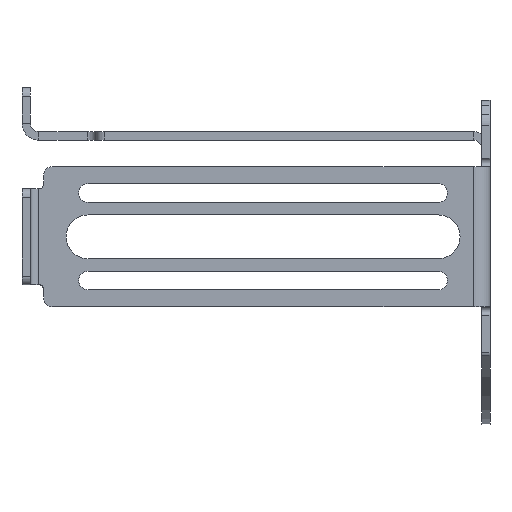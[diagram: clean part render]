
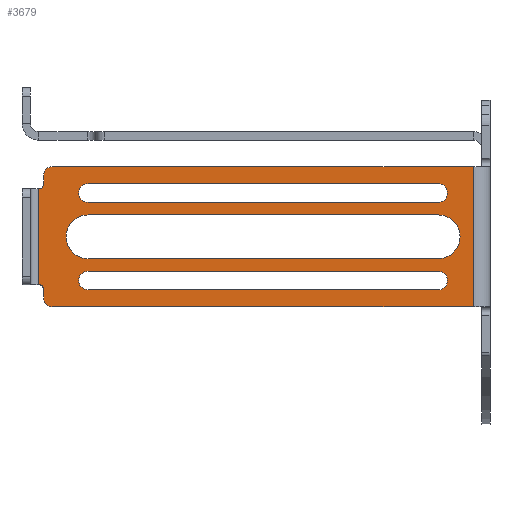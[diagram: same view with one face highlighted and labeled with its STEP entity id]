
A CAD part, left-side view. The second image highlights one B-rep face of the part: STEP entity #3679.
In plain terms, the highlighted planar face has unit normal (-1, 0, 0).
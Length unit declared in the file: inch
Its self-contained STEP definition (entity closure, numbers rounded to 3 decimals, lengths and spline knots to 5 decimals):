
#138=FACE_BOUND('',#622,.T.);
#139=FACE_BOUND('',#623,.T.);
#140=FACE_BOUND('',#624,.T.);
#216=PLANE('',#4085);
#393=FACE_OUTER_BOUND('',#621,.T.);
#621=EDGE_LOOP('',(#3294,#3295,#3296,#3297,#3298,#3299,#3300,#3301,#3302,
#3303,#3304,#3305));
#622=EDGE_LOOP('',(#3306,#3307,#3308,#3309));
#623=EDGE_LOOP('',(#3310,#3311,#3312,#3313));
#624=EDGE_LOOP('',(#3314,#3315,#3316,#3317));
#748=LINE('',#5660,#1060);
#755=LINE('',#5678,#1067);
#767=LINE('',#5901,#1079);
#817=LINE('',#6019,#1129);
#821=LINE('',#6032,#1133);
#833=LINE('',#6067,#1145);
#837=LINE('',#6080,#1149);
#849=LINE('',#6115,#1161);
#853=LINE('',#6128,#1165);
#892=LINE('',#6213,#1204);
#900=LINE('',#6231,#1212);
#949=LINE('',#6369,#1261);
#950=LINE('',#6372,#1262);
#951=LINE('',#6376,#1263);
#1060=VECTOR('',#4485,0.3937);
#1067=VECTOR('',#4500,0.3937);
#1079=VECTOR('',#4596,0.3937);
#1129=VECTOR('',#4724,0.3937);
#1133=VECTOR('',#4742,0.3937);
#1145=VECTOR('',#4772,0.3937);
#1149=VECTOR('',#4790,0.3937);
#1161=VECTOR('',#4820,0.3937);
#1165=VECTOR('',#4838,0.3937);
#1204=VECTOR('',#4949,0.3937);
#1212=VECTOR('',#4967,0.3937);
#1261=VECTOR('',#5132,0.3937);
#1262=VECTOR('',#5135,0.3937);
#1263=VECTOR('',#5142,0.1728);
#1383=CIRCLE('',#3851,0.06);
#1386=CIRCLE('',#3856,0.06);
#1424=CIRCLE('',#3935,0.133);
#1428=CIRCLE('',#3944,0.133);
#1432=CIRCLE('',#3951,0.133);
#1436=CIRCLE('',#3960,0.133);
#1440=CIRCLE('',#3967,0.3125);
#1444=CIRCLE('',#3976,0.3125);
#1449=CIRCLE('',#4011,0.125);
#1452=CIRCLE('',#4017,0.125);
#1678=VERTEX_POINT('',#5650);
#1679=VERTEX_POINT('',#5651);
#1682=VERTEX_POINT('',#5659);
#1686=VERTEX_POINT('',#5668);
#1687=VERTEX_POINT('',#5670);
#1689=VERTEX_POINT('',#5676);
#1744=VERTEX_POINT('',#5998);
#1745=VERTEX_POINT('',#6000);
#1751=VERTEX_POINT('',#6018);
#1753=VERTEX_POINT('',#6027);
#1760=VERTEX_POINT('',#6046);
#1761=VERTEX_POINT('',#6048);
#1767=VERTEX_POINT('',#6066);
#1769=VERTEX_POINT('',#6075);
#1776=VERTEX_POINT('',#6094);
#1777=VERTEX_POINT('',#6096);
#1783=VERTEX_POINT('',#6114);
#1785=VERTEX_POINT('',#6123);
#1790=VERTEX_POINT('',#6200);
#1791=VERTEX_POINT('',#6201);
#1795=VERTEX_POINT('',#6211);
#1799=VERTEX_POINT('',#6225);
#1800=VERTEX_POINT('',#6226);
#1832=VERTEX_POINT('',#6371);
#2037=EDGE_CURVE('',#1678,#1679,#1383,.T.);
#2041=EDGE_CURVE('',#1682,#1679,#748,.T.);
#2046=EDGE_CURVE('',#1686,#1687,#1386,.T.);
#2050=EDGE_CURVE('',#1686,#1689,#755,.T.);
#2099=EDGE_CURVE('',#1689,#1682,#767,.T.);
#2151=EDGE_CURVE('',#1745,#1744,#1424,.T.);
#2160=EDGE_CURVE('',#1751,#1745,#817,.T.);
#2165=EDGE_CURVE('',#1753,#1751,#1428,.T.);
#2168=EDGE_CURVE('',#1744,#1753,#821,.T.);
#2175=EDGE_CURVE('',#1761,#1760,#1432,.T.);
#2184=EDGE_CURVE('',#1767,#1761,#833,.T.);
#2189=EDGE_CURVE('',#1769,#1767,#1436,.T.);
#2192=EDGE_CURVE('',#1760,#1769,#837,.T.);
#2199=EDGE_CURVE('',#1777,#1776,#1440,.T.);
#2208=EDGE_CURVE('',#1783,#1777,#849,.T.);
#2213=EDGE_CURVE('',#1785,#1783,#1444,.T.);
#2216=EDGE_CURVE('',#1776,#1785,#853,.T.);
#2255=EDGE_CURVE('',#1790,#1791,#1449,.T.);
#2261=EDGE_CURVE('',#1795,#1790,#892,.T.);
#2268=EDGE_CURVE('',#1799,#1800,#1452,.T.);
#2271=EDGE_CURVE('',#1687,#1799,#900,.T.);
#2340=EDGE_CURVE('',#1791,#1678,#949,.T.);
#2341=EDGE_CURVE('',#1795,#1832,#950,.T.);
#2344=EDGE_CURVE('',#1800,#1832,#951,.T.);
#3294=ORIENTED_EDGE('',*,*,#2255,.F.);
#3295=ORIENTED_EDGE('',*,*,#2261,.F.);
#3296=ORIENTED_EDGE('',*,*,#2341,.T.);
#3297=ORIENTED_EDGE('',*,*,#2344,.F.);
#3298=ORIENTED_EDGE('',*,*,#2268,.F.);
#3299=ORIENTED_EDGE('',*,*,#2271,.F.);
#3300=ORIENTED_EDGE('',*,*,#2046,.F.);
#3301=ORIENTED_EDGE('',*,*,#2050,.T.);
#3302=ORIENTED_EDGE('',*,*,#2099,.T.);
#3303=ORIENTED_EDGE('',*,*,#2041,.T.);
#3304=ORIENTED_EDGE('',*,*,#2037,.F.);
#3305=ORIENTED_EDGE('',*,*,#2340,.F.);
#3306=ORIENTED_EDGE('',*,*,#2165,.T.);
#3307=ORIENTED_EDGE('',*,*,#2160,.T.);
#3308=ORIENTED_EDGE('',*,*,#2151,.T.);
#3309=ORIENTED_EDGE('',*,*,#2168,.T.);
#3310=ORIENTED_EDGE('',*,*,#2189,.T.);
#3311=ORIENTED_EDGE('',*,*,#2184,.T.);
#3312=ORIENTED_EDGE('',*,*,#2175,.T.);
#3313=ORIENTED_EDGE('',*,*,#2192,.T.);
#3314=ORIENTED_EDGE('',*,*,#2213,.T.);
#3315=ORIENTED_EDGE('',*,*,#2208,.T.);
#3316=ORIENTED_EDGE('',*,*,#2199,.T.);
#3317=ORIENTED_EDGE('',*,*,#2216,.T.);
#3679=ADVANCED_FACE('',(#393,#138,#139,#140),#216,.F.);
#3851=AXIS2_PLACEMENT_3D('',#5652,#4477,#4478);
#3856=AXIS2_PLACEMENT_3D('',#5671,#4493,#4494);
#3935=AXIS2_PLACEMENT_3D('',#6001,#4708,#4709);
#3944=AXIS2_PLACEMENT_3D('',#6028,#4736,#4737);
#3951=AXIS2_PLACEMENT_3D('',#6049,#4756,#4757);
#3960=AXIS2_PLACEMENT_3D('',#6076,#4784,#4785);
#3967=AXIS2_PLACEMENT_3D('',#6097,#4804,#4805);
#3976=AXIS2_PLACEMENT_3D('',#6124,#4832,#4833);
#4011=AXIS2_PLACEMENT_3D('',#6202,#4939,#4940);
#4017=AXIS2_PLACEMENT_3D('',#6227,#4961,#4962);
#4085=AXIS2_PLACEMENT_3D('',#6382,#5152,#5153);
#4477=DIRECTION('center_axis',(-1.,0.,0.));
#4478=DIRECTION('ref_axis',(0.,-0.707,0.707));
#4485=DIRECTION('',(0.,-1.,0.));
#4493=DIRECTION('center_axis',(-1.,0.,0.));
#4494=DIRECTION('ref_axis',(0.,-0.707,-0.707));
#4500=DIRECTION('',(0.,1.,0.));
#4596=DIRECTION('',(0.,0.,-1.));
#4708=DIRECTION('center_axis',(1.,0.,0.));
#4709=DIRECTION('ref_axis',(0.,0.,-1.));
#4724=DIRECTION('',(0.,-1.,0.));
#4736=DIRECTION('center_axis',(1.,0.,0.));
#4737=DIRECTION('ref_axis',(0.,0.,1.));
#4742=DIRECTION('',(0.,1.,0.));
#4756=DIRECTION('center_axis',(1.,0.,0.));
#4757=DIRECTION('ref_axis',(0.,0.,-1.));
#4772=DIRECTION('',(0.,-1.,0.));
#4784=DIRECTION('center_axis',(1.,0.,0.));
#4785=DIRECTION('ref_axis',(0.,0.,1.));
#4790=DIRECTION('',(0.,1.,0.));
#4804=DIRECTION('center_axis',(1.,0.,0.));
#4805=DIRECTION('ref_axis',(0.,0.,-1.));
#4820=DIRECTION('',(0.,-1.,0.));
#4832=DIRECTION('center_axis',(1.,0.,0.));
#4833=DIRECTION('ref_axis',(0.,0.,1.));
#4838=DIRECTION('',(0.,1.,0.));
#4939=DIRECTION('center_axis',(1.,0.,0.));
#4940=DIRECTION('ref_axis',(0.,0.707,-0.707));
#4949=DIRECTION('',(0.,1.,0.));
#4961=DIRECTION('center_axis',(1.,0.,0.));
#4962=DIRECTION('ref_axis',(0.,0.707,0.707));
#4967=DIRECTION('',(0.,0.,1.));
#5132=DIRECTION('',(0.,0.,1.));
#5135=DIRECTION('',(0.,0.,1.));
#5142=DIRECTION('',(0.,-1.,0.));
#5152=DIRECTION('center_axis',(1.,0.,0.));
#5153=DIRECTION('ref_axis',(0.,0.,
1.));
#5650=CARTESIAN_POINT('',(-2.2875,6.375,-0.7475));
#5651=CARTESIAN_POINT('',(-2.2875,6.435,-0.6875));
#5652=CARTESIAN_POINT('Origin',(-2.2875,6.435,-0.7475));
#5659=CARTESIAN_POINT('',(-2.2875,6.4425,-0.6875));
#5660=CARTESIAN_POINT('',(-2.2875,6.5625,-0.6875));
#5668=CARTESIAN_POINT('',(-2.2875,6.435,0.6875));
#5670=CARTESIAN_POINT('',(-2.2875,6.375,0.7475));
#5671=CARTESIAN_POINT('Origin',(-2.2875,6.435,0.7475));
#5676=CARTESIAN_POINT('',(-2.2875,6.4425,0.6875));
#5678=CARTESIAN_POINT('',(-2.2875,6.375,0.6875));
#5901=CARTESIAN_POINT('',(-2.2875,6.4425,-0.34375));
#5998=CARTESIAN_POINT('',(-2.2875,0.74,0.492));
#6000=CARTESIAN_POINT('',(-2.2875,0.74,0.758));
#6001=CARTESIAN_POINT('Origin',(-2.2875,0.74,0.625));
#6018=CARTESIAN_POINT('',(-2.2875,5.74,0.758));
#6019=CARTESIAN_POINT('',(-2.2875,4.45589,0.758));
#6027=CARTESIAN_POINT('',(-2.2875,5.74,0.492));
#6028=CARTESIAN_POINT('Origin',(-2.2875,5.74,0.625));
#6032=CARTESIAN_POINT('',(-2.2875,1.95589,0.492));
#6046=CARTESIAN_POINT('',(-2.2875,0.74,-0.758));
#6048=CARTESIAN_POINT('',(-2.2875,0.74,-0.492));
#6049=CARTESIAN_POINT('Origin',(-2.2875,0.74,-0.625));
#6066=CARTESIAN_POINT('',(-2.2875,5.74,-0.492));
#6067=CARTESIAN_POINT('',(-2.2875,4.45589,-0.492));
#6075=CARTESIAN_POINT('',(-2.2875,5.74,-0.758));
#6076=CARTESIAN_POINT('Origin',(-2.2875,5.74,-0.625));
#6080=CARTESIAN_POINT('',(-2.2875,1.95589,-0.758));
#6094=CARTESIAN_POINT('',(-2.2875,0.74,-0.3125));
#6096=CARTESIAN_POINT('',(-2.2875,0.74,0.3125));
#6097=CARTESIAN_POINT('Origin',(-2.2875,0.74,0.));
#6114=CARTESIAN_POINT('',(-2.2875,5.74,0.3125));
#6115=CARTESIAN_POINT('',(-2.2875,4.45589,0.3125));
#6123=CARTESIAN_POINT('',(-2.2875,5.74,-0.3125));
#6124=CARTESIAN_POINT('Origin',(-2.2875,5.74,0.));
#6128=CARTESIAN_POINT('',(-2.2875,1.95589,-0.3125));
#6200=CARTESIAN_POINT('',(-2.2875,6.25,-1.));
#6201=CARTESIAN_POINT('',(-2.2875,6.375,-0.875));
#6202=CARTESIAN_POINT('Origin',(-2.2875,6.25,-0.875));
#6211=CARTESIAN_POINT('',(-2.2875,0.24,-1.));
#6213=CARTESIAN_POINT('',(-2.2875,0.24,-1.));
#6225=CARTESIAN_POINT('',(-2.2875,6.375,0.875));
#6226=CARTESIAN_POINT('',(-2.2875,6.25,1.));
#6227=CARTESIAN_POINT('Origin',(-2.2875,6.25,0.875));
#6231=CARTESIAN_POINT('',(-2.2875,6.375,-1.));
#6369=CARTESIAN_POINT('',(-2.2875,6.375,-1.));
#6371=CARTESIAN_POINT('',(-2.2875,0.24,1.));
#6372=CARTESIAN_POINT('',(-2.2875,0.24,0.));
#6376=CARTESIAN_POINT('',(-2.2875,-0.30287,1.));
#6382=CARTESIAN_POINT('Origin',(-2.2875,3.17178,0.));
